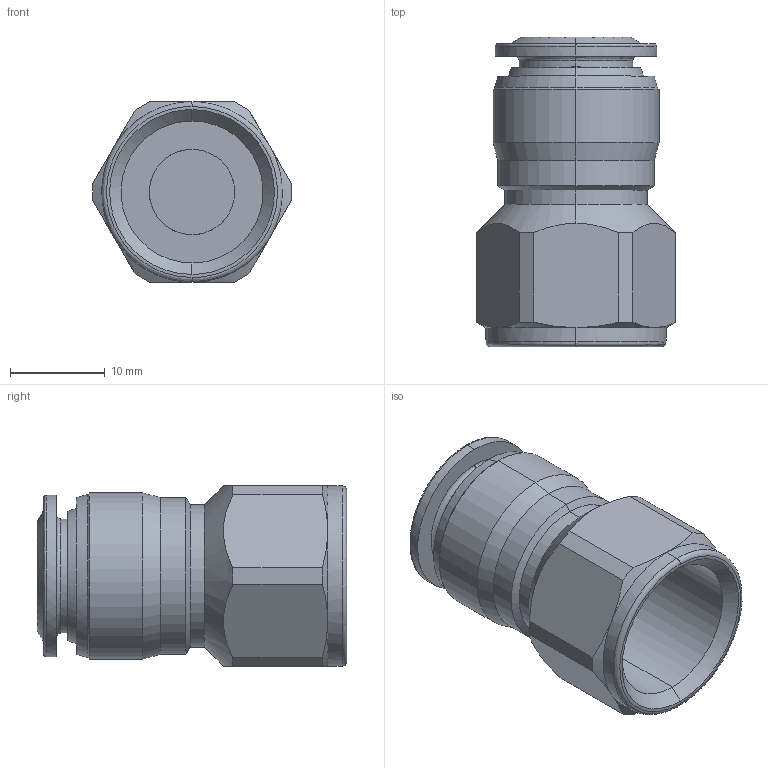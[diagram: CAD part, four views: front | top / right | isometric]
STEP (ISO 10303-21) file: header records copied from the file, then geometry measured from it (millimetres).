
FILE_DESCRIPTION (( 'STEP AP214' ), '1' );
FILE_NAME ('PCF10-G03_ME.STEP', '2018-09-06T09:37:34', ( '' ), ( '' ), 'SwSTEP 2.0', 'SolidWorks 2018', '' );
FILE_SCHEMA (( 'AUTOMOTIVE_DESIGN' ));
Length unit declared in the file: millimetre
Products named in the file (1): PCF10-G03_ME
Bounding box: 20.93 x 32.6 x 19 mm (x, y, z)
Volume: 5560.3 mm3; surface area: 3326.7 mm2
Topology: 1 solids, 1 shells, 79 faces, 182 edges, 110 vertices
Faces by surface type: bspline 79
Entity records: 3237 total; most frequent: CARTESIAN_POINT 2153, ORIENTED_EDGE 364, EDGE_CURVE 182, B_SPLINE_CURVE_WITH_KNOTS 111, VERTEX_POINT 110, EDGE_LOOP 88, FACE_OUTER_BOUND 79, ADVANCED_FACE 79
